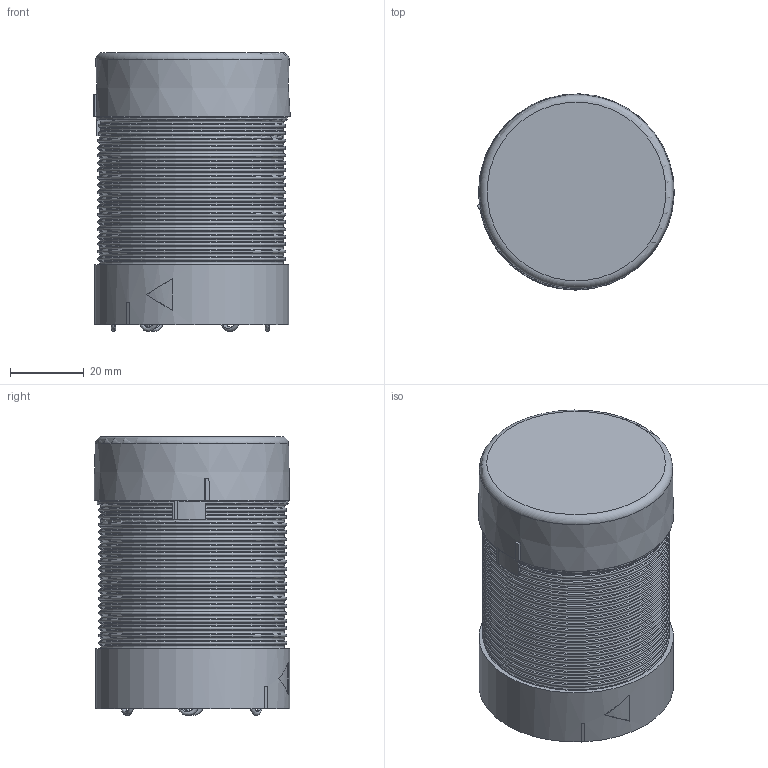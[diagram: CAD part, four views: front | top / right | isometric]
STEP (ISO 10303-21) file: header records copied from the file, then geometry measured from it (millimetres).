
FILE_DESCRIPTION(/* description */ (''),/* implementation_level */ '2;1');
FILE_NAME(/* name */ 'Buzzer.stp',/* time_stamp */ '2015-08-20T08:37:04-04:00',/* author */ ('CAD Station'),/* organization */ (''),/* preprocessor_version */ 'ST-DEVELOPER v16.1',/* originating_system */ 'Autodesk Inventor 2016',/* authorisation */ '');
FILE_SCHEMA (('AUTOMOTIVE_DESIGN { 1 0 10303 214 3 1 1 }'));
Length unit declared in the file: millimetre
Products named in the file (41): 28; 29; 30; 31; 32; 33; 34; 35; 36; 37; 7; 8; 9; 10; 11; 12; 13; 14; 15; 16; 17; 18; 19; 20; 21; 22; 23; 24; 25; 26; 27; 1; 2; 3; 4; 5; 6; Assem3; Assem1; TL22004 ...
Assembly tree (42 placements, depth 4):
  Buzzer
    28
    29
    30
    31
    32
    33
    34
    35
    36
    37
    Assem1
      7
      8
      9
      10
      11
      12
      13
      14
      15
      16
      17
      18
      19
      20
      21
      22
      23
      24
      25
      26
      27
      Assem3  x3
        1
        2
        3
        4
        5
        6
    TL22004
Bounding box: 53.18 x 53 x 75.45 mm (x, y, z)
Volume: 40035 mm3; surface area: 48757 mm2
Topology: 50 solids, 50 shells, 1416 faces, 3716 edges, 2402 vertices
Faces by surface type: plane 923, cylinder 214, cone 114, torus 95, bspline 63, sphere 7
Full cylindrical faces by diameter (mm): 0.5 x3, 0.7 x22, 0.8 x10, 1 x25, 1.193 x3, 1.2 x26, 1.3 x2, 1.4 x6, 1.674 x2, 1.951 x2, 2 x1, 2.3 x1, 2.6 x4, 2.7 x2, 3.8 x2, 4.4 x1, 5.25 x2, 36.573 x1, 48.65 x1, 50.4 x1, 50.8 x1, 52.6 x1
Entity records: 45510 total; most frequent: CARTESIAN_POINT 12607, DIRECTION 6599, ORIENTED_EDGE 6452, EDGE_CURVE 3226, VERTEX_POINT 2235, AXIS2_PLACEMENT_3D 2224, LINE 2151, VECTOR 2151
